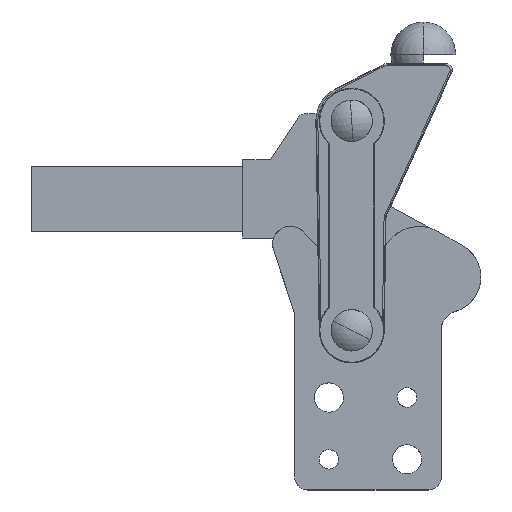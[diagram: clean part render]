
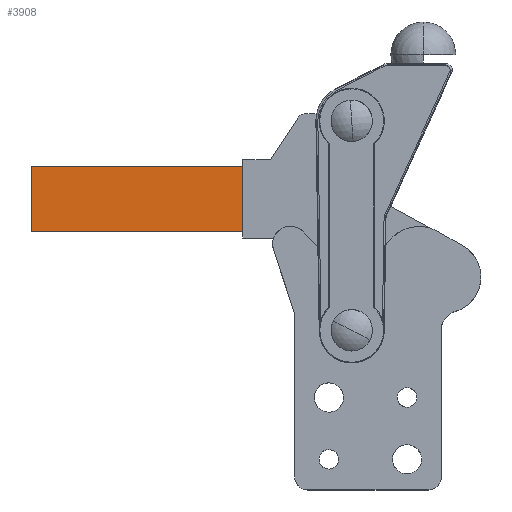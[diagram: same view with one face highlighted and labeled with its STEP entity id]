
A CAD part, top view. The second image highlights one B-rep face of the part: STEP entity #3908.
In plain terms, the highlighted planar face has unit normal (0, 0, 1).
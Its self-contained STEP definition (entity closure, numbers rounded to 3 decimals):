
#3888=AXIS2_PLACEMENT_3D('Plane Axis2P3D',#3885,#3886,#3887) ;
#3292=CARTESIAN_POINT('Vertex',(-43.614,67.54,7.5)) ;
#3295=CARTESIAN_POINT('Line Origine',(-43.614,57.54,7.5)) ;
#3299=CARTESIAN_POINT('Vertex',(-43.614,47.54,7.5)) ;
#3652=CARTESIAN_POINT('Vertex',(-108.614,67.54,7.5)) ;
#3655=CARTESIAN_POINT('Line Origine',(-76.114,67.54,7.5)) ;
#3885=CARTESIAN_POINT('Axis2P3D Location',(-43.614,47.54,7.5)) ;
#3890=CARTESIAN_POINT('Line Origine',(-108.614,57.54,7.5)) ;
#3894=CARTESIAN_POINT('Vertex',(-108.614,47.54,7.5)) ;
#3897=CARTESIAN_POINT('Line Origine',(-76.114,47.54,7.5)) ;
#3296=DIRECTION('Vector Direction',(0.,1.,0.)) ;
#3656=DIRECTION('Vector Direction',(-1.,0.,0.)) ;
#3886=DIRECTION('Axis2P3D Direction',(0.,0.,1.)) ;
#3887=DIRECTION('Axis2P3D XDirection',(1.,0.,0.)) ;
#3891=DIRECTION('Vector Direction',(0.,1.,0.)) ;
#3898=DIRECTION('Vector Direction',(1.,0.,0.)) ;
#3297=VECTOR('Line Direction',#3296,1.) ;
#3657=VECTOR('Line Direction',#3656,1.) ;
#3892=VECTOR('Line Direction',#3891,1.) ;
#3899=VECTOR('Line Direction',#3898,1.) ;
#3903=ORIENTED_EDGE('',*,*,#3659,.T.) ;
#3904=ORIENTED_EDGE('',*,*,#3896,.F.) ;
#3905=ORIENTED_EDGE('',*,*,#3901,.T.) ;
#3906=ORIENTED_EDGE('',*,*,#3301,.T.) ;
#3908=ADVANCED_FACE('MODULSPANNER_TS_V_HD_800_BW15_1_70_357833',(#3907),#3889,.T.) ;
#3301=EDGE_CURVE('',#3300,#3293,#3298,.T.) ;
#3659=EDGE_CURVE('',#3293,#3653,#3658,.T.) ;
#3896=EDGE_CURVE('',#3895,#3653,#3893,.T.) ;
#3901=EDGE_CURVE('',#3895,#3300,#3900,.T.) ;
#3902=EDGE_LOOP('',(#3903,#3904,#3905,#3906)) ;
#3907=FACE_OUTER_BOUND('',#3902,.T.) ;
#3298=LINE('Line',#3295,#3297) ;
#3658=LINE('Line',#3655,#3657) ;
#3893=LINE('Line',#3890,#3892) ;
#3900=LINE('Line',#3897,#3899) ;
#3889=PLANE('Plane',#3888) ;
#3293=VERTEX_POINT('',#3292) ;
#3300=VERTEX_POINT('',#3299) ;
#3653=VERTEX_POINT('',#3652) ;
#3895=VERTEX_POINT('',#3894) ;
